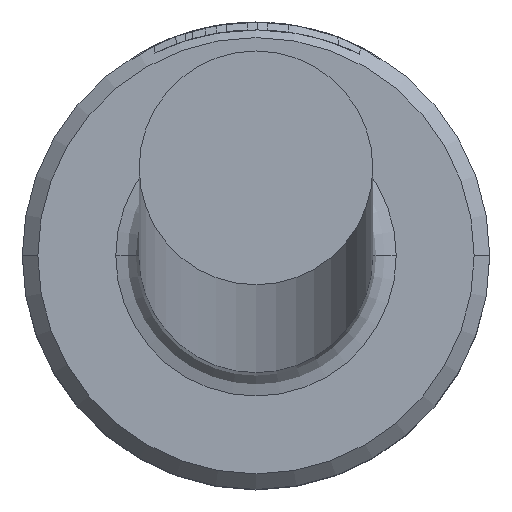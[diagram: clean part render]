
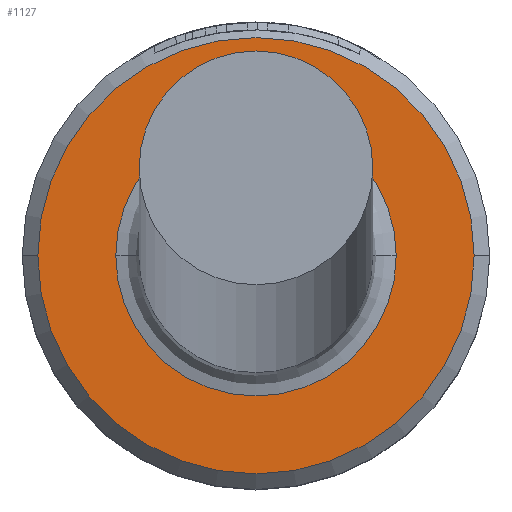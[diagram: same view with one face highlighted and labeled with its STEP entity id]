
A CAD part, top view. The second image highlights one B-rep face of the part: STEP entity #1127.
In plain terms, the highlighted planar face has unit normal (0, 0, 1).
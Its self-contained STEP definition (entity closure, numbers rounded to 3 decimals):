
#11 = DIRECTION ( 'NONE',  ( 1., 0., 0. ) ) ;
#26 = DIRECTION ( 'NONE',  ( -1., 0., 0. ) ) ;
#28 = DIRECTION ( 'NONE',  ( 0., 0., -1. ) ) ;
#34 = CARTESIAN_POINT ( 'NONE',  ( 0., 0., 4. ) ) ;
#48 = VERTEX_POINT ( 'NONE', #854 ) ;
#73 = CIRCLE ( 'NONE', #169, 2.8 ) ;
#82 = CIRCLE ( 'NONE', #366, 2.8 ) ;
#87 = AXIS2_PLACEMENT_3D ( 'NONE', #407, #1117, #588 ) ;
#103 = CIRCLE ( 'NONE', #313, 1.8 ) ;
#143 = DIRECTION ( 'NONE',  ( 1., 0., 0. ) ) ;
#145 = VERTEX_POINT ( 'NONE', #505 ) ;
#147 = DIRECTION ( 'NONE',  ( 0., 0., 1. ) ) ;
#148 = CARTESIAN_POINT ( 'NONE',  ( 0., 0., 4. ) ) ;
#169 = AXIS2_PLACEMENT_3D ( 'NONE', #148, #147, #143 ) ;
#208 = EDGE_CURVE ( 'NONE', #1092, #48, #73, .T. ) ;
#218 = CARTESIAN_POINT ( 'NONE',  ( -2.8, 0., 4. ) ) ;
#227 = EDGE_CURVE ( 'NONE', #423, #145, #103, .T. ) ;
#247 = ORIENTED_EDGE ( 'NONE', *, *, #208, .T. ) ;
#296 = ORIENTED_EDGE ( 'NONE', *, *, #227, .T. ) ;
#313 = AXIS2_PLACEMENT_3D ( 'NONE', #34, #28, #26 ) ;
#330 = EDGE_CURVE ( 'NONE', #145, #423, #878, .T. ) ;
#366 = AXIS2_PLACEMENT_3D ( 'NONE', #1099, #574, #11 ) ;
#407 = CARTESIAN_POINT ( 'NONE',  ( 0., 0., 4. ) ) ;
#423 = VERTEX_POINT ( 'NONE', #1085 ) ;
#430 = FACE_BOUND ( 'NONE', #488, .T. ) ;
#488 = EDGE_LOOP ( 'NONE', ( #643, #296 ) ) ;
#499 = PLANE ( 'NONE',  #87 ) ;
#505 = CARTESIAN_POINT ( 'NONE',  ( -1.8, 0., 4. ) ) ;
#511 = EDGE_LOOP ( 'NONE', ( #247, #1108 ) ) ;
#574 = DIRECTION ( 'NONE',  ( 0., 0., 1. ) ) ;
#588 = DIRECTION ( 'NONE',  ( 1., 0., 0. ) ) ;
#643 = ORIENTED_EDGE ( 'NONE', *, *, #330, .T. ) ;
#804 = AXIS2_PLACEMENT_3D ( 'NONE', #1097, #1020, #1015 ) ;
#854 = CARTESIAN_POINT ( 'NONE',  ( 2.8, 0., 4. ) ) ;
#878 = CIRCLE ( 'NONE', #804, 1.8 ) ;
#930 = EDGE_CURVE ( 'NONE', #48, #1092, #82, .T. ) ;
#1015 = DIRECTION ( 'NONE',  ( -1., 0., 0. ) ) ;
#1020 = DIRECTION ( 'NONE',  ( 0., 0., -1. ) ) ;
#1085 = CARTESIAN_POINT ( 'NONE',  ( 1.8, 0., 4. ) ) ;
#1092 = VERTEX_POINT ( 'NONE', #218 ) ;
#1097 = CARTESIAN_POINT ( 'NONE',  ( 0., 0., 4. ) ) ;
#1099 = CARTESIAN_POINT ( 'NONE',  ( 0., 0., 4. ) ) ;
#1108 = ORIENTED_EDGE ( 'NONE', *, *, #930, .T. ) ;
#1113 = FACE_OUTER_BOUND ( 'NONE', #511, .T. ) ;
#1117 = DIRECTION ( 'NONE',  ( 0., 0., 1. ) ) ;
#1127 = ADVANCED_FACE ( 'NONE', ( #1113, #430 ), #499, .T. ) ;
